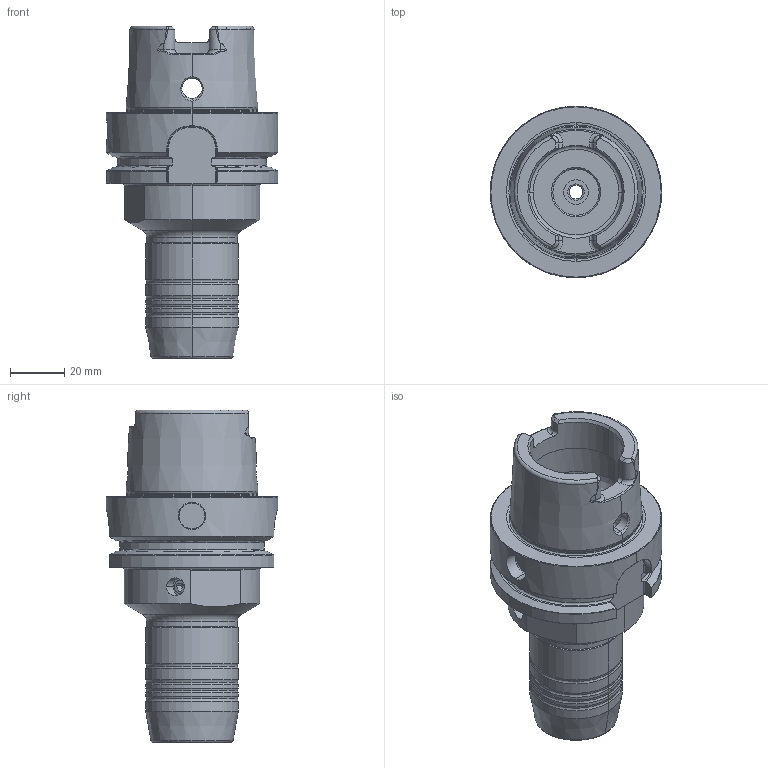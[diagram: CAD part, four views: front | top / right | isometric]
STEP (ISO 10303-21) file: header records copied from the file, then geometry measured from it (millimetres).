
FILE_DESCRIPTION (( 'STEP AP214' ), '1' );
FILE_NAME ('77.A63.014 x=90_step.STEP', '2020-02-06T09:35:57', ( '' ), ( '' ), 'SwSTEP 2.0', 'SolidWorks 2018', '' );
FILE_SCHEMA (( 'AUTOMOTIVE_DESIGN' ));
Length unit declared in the file: millimetre
Products named in the file (1): 77.A63.014 x=90_step
Bounding box: 62.94 x 62.94 x 121.9 mm (x, y, z)
Volume: 144924.3 mm3; surface area: 45898.3 mm2
Topology: 10 solids, 10 shells, 543 faces, 1268 edges, 747 vertices
Faces by surface type: cylinder 163, plane 122, cone 117, torus 99, bspline 38, sphere 4
Entity records: 26417 total; most frequent: CARTESIAN_POINT 8275, DIRECTION 2589, ORIENTED_EDGE 2484, EDGE_CURVE 1242, AXIS2_PLACEMENT_3D 1087, VERTEX_POINT 741, EDGE_LOOP 583, CIRCLE 581
